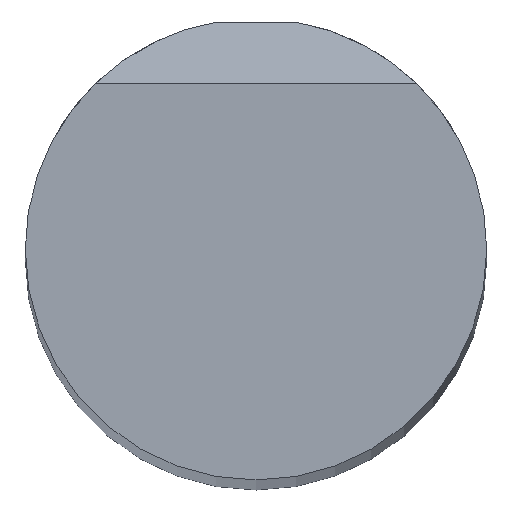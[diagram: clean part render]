
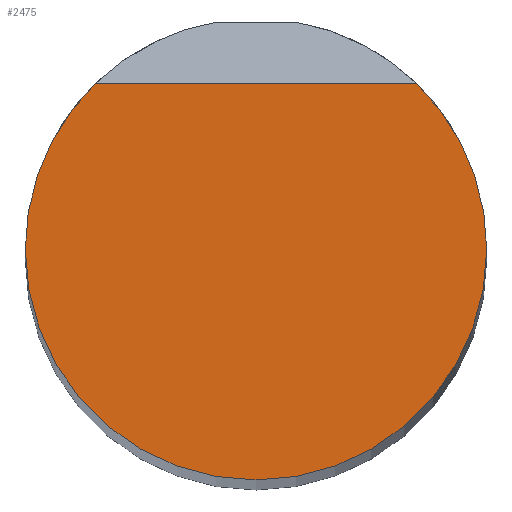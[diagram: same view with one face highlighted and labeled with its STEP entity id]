
A CAD part, top view. The second image highlights one B-rep face of the part: STEP entity #2475.
In plain terms, the highlighted planar face has unit normal (0, 0, 1).
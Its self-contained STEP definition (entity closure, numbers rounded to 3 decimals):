
#43 = AXIS2_PLACEMENT_3D ( 'NONE', #3334, #4172, #4279 ) ;
#331 = AXIS2_PLACEMENT_3D ( 'NONE', #3324, #2506, #1235 ) ;
#498 = EDGE_CURVE ( 'NONE', #1349, #4354, #3943, .T. ) ;
#905 = EDGE_CURVE ( 'NONE', #1390, #1789, #5143, .T. ) ;
#1129 = DIRECTION ( 'NONE',  ( -1., 0., 0. ) ) ;
#1235 = DIRECTION ( 'NONE',  ( -1., 0., 0. ) ) ;
#1335 = AXIS2_PLACEMENT_3D ( 'NONE', #4748, #1344, #1368 ) ;
#1344 = DIRECTION ( 'NONE',  ( 0., 0., -1. ) ) ;
#1349 = VERTEX_POINT ( 'NONE', #4675 ) ;
#1368 = DIRECTION ( 'NONE',  ( -1., 0., 0. ) ) ;
#1390 = VERTEX_POINT ( 'NONE', #4601 ) ;
#1789 = VERTEX_POINT ( 'NONE', #3173 ) ;
#2024 = FACE_OUTER_BOUND ( 'NONE', #2542, .T. ) ;
#2135 = LINE ( 'NONE', #5440, #4359 ) ;
#2336 = AXIS2_PLACEMENT_3D ( 'NONE', #2913, #5112, #4250 ) ;
#2381 = ORIENTED_EDGE ( 'NONE', *, *, #5486, .T. ) ;
#2475 = ADVANCED_FACE ( 'NONE', ( #2024 ), #5086, .T. ) ;
#2501 = ORIENTED_EDGE ( 'NONE', *, *, #905, .F. ) ;
#2506 = DIRECTION ( 'NONE',  ( 0., 0., -1. ) ) ;
#2542 = EDGE_LOOP ( 'NONE', ( #2983, #2381, #2501, #3271 ) ) ;
#2610 = CARTESIAN_POINT ( 'NONE',  ( 20., 0., 500. ) ) ;
#2913 = CARTESIAN_POINT ( 'NONE',  ( 0., 0., 500. ) ) ;
#2983 = ORIENTED_EDGE ( 'NONE', *, *, #498, .F. ) ;
#3173 = CARTESIAN_POINT ( 'NONE',  ( -13.918, 14.363, 500. ) ) ;
#3271 = ORIENTED_EDGE ( 'NONE', *, *, #3633, .F. ) ;
#3324 = CARTESIAN_POINT ( 'NONE',  ( 0., 0., 500. ) ) ;
#3334 = CARTESIAN_POINT ( 'NONE',  ( 0., 0., 500. ) ) ;
#3633 = EDGE_CURVE ( 'NONE', #4354, #1390, #5399, .T. ) ;
#3943 = CIRCLE ( 'NONE', #331, 20. ) ;
#4172 = DIRECTION ( 'NONE',  ( 0., 0., -1. ) ) ;
#4250 = DIRECTION ( 'NONE',  ( 1., 0., 0. ) ) ;
#4279 = DIRECTION ( 'NONE',  ( -1., 0., 0. ) ) ;
#4354 = VERTEX_POINT ( 'NONE', #2610 ) ;
#4359 = VECTOR ( 'NONE', #1129, 1000. ) ;
#4601 = CARTESIAN_POINT ( 'NONE',  ( -20., 0., 500. ) ) ;
#4675 = CARTESIAN_POINT ( 'NONE',  ( 13.918, 14.363, 500. ) ) ;
#4748 = CARTESIAN_POINT ( 'NONE',  ( 0., 0., 500. ) ) ;
#5086 = PLANE ( 'NONE',  #2336 ) ;
#5112 = DIRECTION ( 'NONE',  ( 0., 0., 1. ) ) ;
#5143 = CIRCLE ( 'NONE', #1335, 20. ) ;
#5399 = CIRCLE ( 'NONE', #43, 20. ) ;
#5440 = CARTESIAN_POINT ( 'NONE',  ( 0., 14.363, 500. ) ) ;
#5486 = EDGE_CURVE ( 'NONE', #1349, #1789, #2135, .T. ) ;
